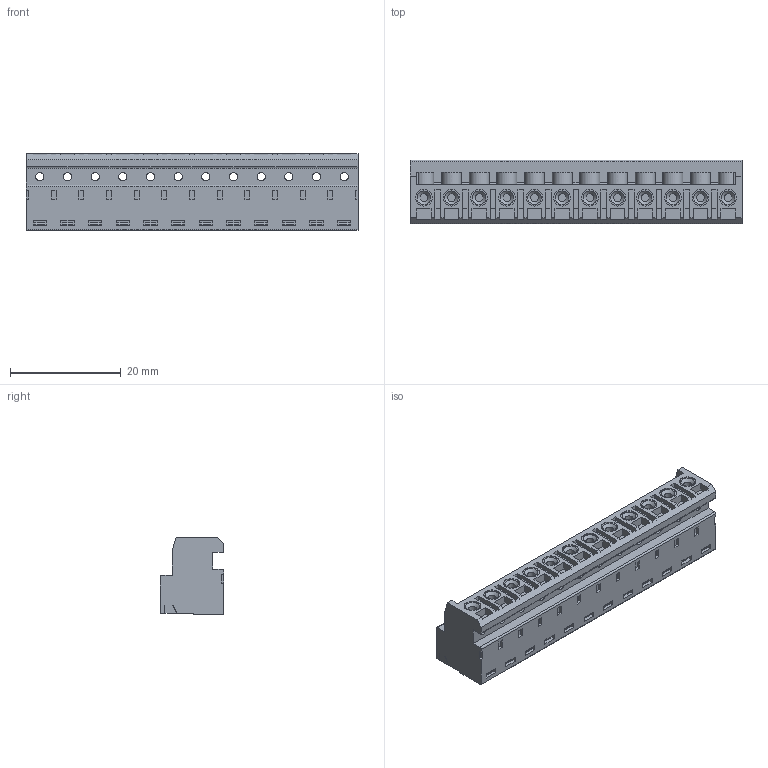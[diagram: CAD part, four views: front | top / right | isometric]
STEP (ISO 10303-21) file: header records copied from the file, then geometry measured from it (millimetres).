
FILE_DESCRIPTION(('STEP AP214'),'1');
FILE_NAME('SHCS12-5-L.stp','2018-12-17T16:56:08',(' '),(' '),'Spatial InterOp 3D',' ',' ');
FILE_SCHEMA(('automotive_design'));
Length unit declared in the file: metre
Products named in the file (1): 1
Bounding box: 60 x 11.5 x 13.9 mm (x, y, z)
Volume: 6402.6 mm3; surface area: 7247.1 mm2
Topology: 1 solids, 1 shells, 1146 faces, 3138 edges, 2071 vertices
Faces by surface type: plane 940, cylinder 170, cone 36
Full cylindrical faces by diameter (mm): 1.45 x12, 1.5 x12, 2.6 x12, 2.7 x12, 3 x12, 3.6 x22, 3.8 x12
Entity records: 44165 total; most frequent: CARTESIAN_POINT 6486, ORIENTED_EDGE 5840, DIRECTION 5544, EDGE_CURVE 2920, LINE 2518, VECTOR 2518, VERTEX_POINT 1985, AXIS2_PLACEMENT_3D 1513
